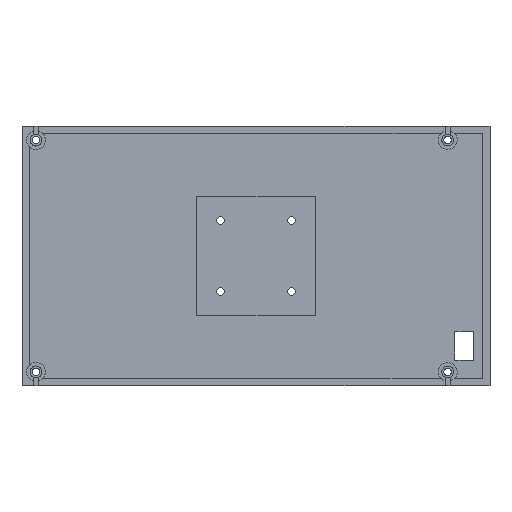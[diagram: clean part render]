
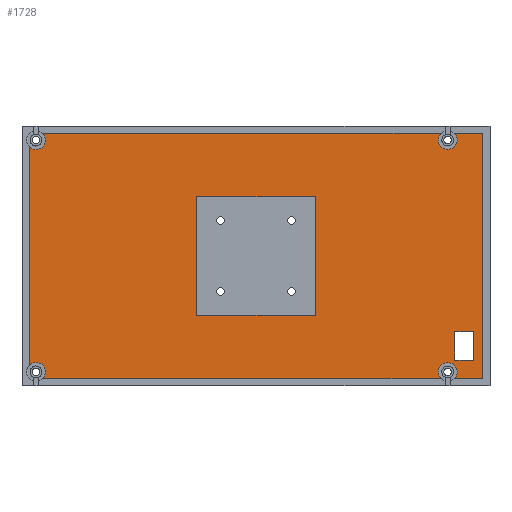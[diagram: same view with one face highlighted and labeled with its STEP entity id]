
A CAD part, top view. The second image highlights one B-rep face of the part: STEP entity #1728.
In plain terms, the highlighted planar face has unit normal (0, 0, 1).
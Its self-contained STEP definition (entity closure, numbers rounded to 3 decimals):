
#32=FACE_BOUND('',#272,.T.);
#33=FACE_BOUND('',#273,.T.);
#77=PLANE('',#1903);
#163=FACE_OUTER_BOUND('',#271,.T.);
#271=EDGE_LOOP('',(#1500,#1501,#1502,#1503,#1504,#1505,#1506,#1507,#1508,
#1509));
#272=EDGE_LOOP('',(#1510,#1511,#1512,#1513));
#273=EDGE_LOOP('',(#1514,#1515,#1516,#1517));
#434=LINE('',#2851,#606);
#437=LINE('',#2858,#609);
#441=LINE('',#2864,#613);
#442=LINE('',#2868,#614);
#443=LINE('',#2869,#615);
#444=LINE('',#2870,#616);
#445=LINE('',#2873,#617);
#446=LINE('',#2875,#618);
#447=LINE('',#2877,#619);
#448=LINE('',#2878,#620);
#449=LINE('',#2881,#621);
#450=LINE('',#2883,#622);
#451=LINE('',#2885,#623);
#452=LINE('',#2886,#624);
#606=VECTOR('',#2334,10.);
#609=VECTOR('',#2341,10.);
#613=VECTOR('',#2347,10.);
#614=VECTOR('',#2352,10.);
#615=VECTOR('',#2353,10.);
#616=VECTOR('',#2354,10.);
#617=VECTOR('',#2355,10.);
#618=VECTOR('',#2356,10.);
#619=VECTOR('',#2357,10.);
#620=VECTOR('',#2358,10.);
#621=VECTOR('',#2359,10.);
#622=VECTOR('',#2360,10.);
#623=VECTOR('',#2361,10.);
#624=VECTOR('',#2362,10.);
#705=CIRCLE('',#1876,4.);
#710=CIRCLE('',#1885,4.);
#714=CIRCLE('',#1892,4.);
#716=CIRCLE('',#1904,4.);
#852=VERTEX_POINT('',#2797);
#853=VERTEX_POINT('',#2799);
#858=VERTEX_POINT('',#2818);
#860=VERTEX_POINT('',#2821);
#861=VERTEX_POINT('',#2831);
#862=VERTEX_POINT('',#2834);
#864=VERTEX_POINT('',#2849);
#866=VERTEX_POINT('',#2857);
#867=VERTEX_POINT('',#2861);
#868=VERTEX_POINT('',#2866);
#869=VERTEX_POINT('',#2871);
#870=VERTEX_POINT('',#2872);
#871=VERTEX_POINT('',#2874);
#872=VERTEX_POINT('',#2876);
#873=VERTEX_POINT('',#2879);
#874=VERTEX_POINT('',#2880);
#875=VERTEX_POINT('',#2882);
#876=VERTEX_POINT('',#2884);
#1061=EDGE_CURVE('',#853,#852,#705,.T.);
#1072=EDGE_CURVE('',#860,#858,#710,.T.);
#1081=EDGE_CURVE('',#861,#862,#714,.T.);
#1088=EDGE_CURVE('',#864,#862,#434,.T.);
#1091=EDGE_CURVE('',#866,#864,#437,.T.);
#1095=EDGE_CURVE('',#860,#867,#441,.T.);
#1096=EDGE_CURVE('',#867,#868,#716,.T.);
#1097=EDGE_CURVE('',#853,#858,#442,.T.);
#1098=EDGE_CURVE('',#861,#852,#443,.T.);
#1099=EDGE_CURVE('',#868,#866,#444,.T.);
#1100=EDGE_CURVE('',#869,#870,#445,.T.);
#1101=EDGE_CURVE('',#870,#871,#446,.T.);
#1102=EDGE_CURVE('',#871,#872,#447,.T.);
#1103=EDGE_CURVE('',#872,#869,#448,.T.);
#1104=EDGE_CURVE('',#873,#874,#449,.T.);
#1105=EDGE_CURVE('',#874,#875,#450,.T.);
#1106=EDGE_CURVE('',#875,#876,#451,.T.);
#1107=EDGE_CURVE('',#876,#873,#452,.T.);
#1500=ORIENTED_EDGE('',*,*,#1096,.F.);
#1501=ORIENTED_EDGE('',*,*,#1095,.F.);
#1502=ORIENTED_EDGE('',*,*,#1072,.T.);
#1503=ORIENTED_EDGE('',*,*,#1097,.F.);
#1504=ORIENTED_EDGE('',*,*,#1061,.T.);
#1505=ORIENTED_EDGE('',*,*,#1098,.F.);
#1506=ORIENTED_EDGE('',*,*,#1081,.T.);
#1507=ORIENTED_EDGE('',*,*,#1088,.F.);
#1508=ORIENTED_EDGE('',*,*,#1091,.F.);
#1509=ORIENTED_EDGE('',*,*,#1099,.F.);
#1510=ORIENTED_EDGE('',*,*,#1100,.T.);
#1511=ORIENTED_EDGE('',*,*,#1101,.T.);
#1512=ORIENTED_EDGE('',*,*,#1102,.T.);
#1513=ORIENTED_EDGE('',*,*,#1103,.T.);
#1514=ORIENTED_EDGE('',*,*,#1104,.T.);
#1515=ORIENTED_EDGE('',*,*,#1105,.T.);
#1516=ORIENTED_EDGE('',*,*,#1106,.T.);
#1517=ORIENTED_EDGE('',*,*,#1107,.T.);
#1728=ADVANCED_FACE('',(#163,#32,#33),#77,.T.);
#1876=AXIS2_PLACEMENT_3D('',#2800,#2270,#2271);
#1885=AXIS2_PLACEMENT_3D('',#2822,#2294,#2295);
#1892=AXIS2_PLACEMENT_3D('',#2836,#2313,#2314);
#1903=AXIS2_PLACEMENT_3D('',#2865,#2348,#2349);
#1904=AXIS2_PLACEMENT_3D('',#2867,#2350,#2351);
#2270=DIRECTION('center_axis',(0.,0.,-1.));
#2271=DIRECTION('ref_axis',(1.,0.,0.));
#2294=DIRECTION('center_axis',(0.,0.,-1.));
#2295=DIRECTION('ref_axis',(1.,0.,0.));
#2313=DIRECTION('center_axis',(0.,0.,-1.));
#2314=DIRECTION('ref_axis',(1.,0.,0.));
#2334=DIRECTION('',(-1.,0.,0.));
#2341=DIRECTION('',(0.,-1.,0.));
#2347=DIRECTION('',(1.,0.,0.));
#2348=DIRECTION('center_axis',(0.,0.,1.));
#2349=DIRECTION('ref_axis',(1.,0.,0.));
#2350=DIRECTION('center_axis',(0.,0.,1.));
#2351=DIRECTION('ref_axis',(1.,0.,0.));
#2352=DIRECTION('',(0.,1.,0.));
#2353=DIRECTION('',(-1.,0.,0.));
#2354=DIRECTION('',(1.,0.,0.));
#2355=DIRECTION('',(0.,1.,0.));
#2356=DIRECTION('',(1.,0.,0.));
#2357=DIRECTION('',(0.,-1.,0.));
#2358=DIRECTION('',(-1.,0.,0.));
#2359=DIRECTION('',(-1.,0.,0.));
#2360=DIRECTION('',(0.,1.,0.));
#2361=DIRECTION('',(1.,0.,0.));
#2362=DIRECTION('',(0.,-1.,0.));
#2797=CARTESIAN_POINT('',(869.735,570.021,-18.5));
#2799=CARTESIAN_POINT('',(864.099,575.694,-18.5));
#2800=CARTESIAN_POINT('Origin',(867.001,572.941,-18.5));
#2818=CARTESIAN_POINT('',(864.099,668.15,-18.5));
#2821=CARTESIAN_POINT('',(869.736,673.821,-18.5));
#2822=CARTESIAN_POINT('Origin',(867.001,670.903,-18.5));
#2831=CARTESIAN_POINT('',(1038.223,570.021,-18.5));
#2834=CARTESIAN_POINT('',(1043.777,570.021,-18.5));
#2836=CARTESIAN_POINT('Origin',(1041.,572.9,-18.5));
#2849=CARTESIAN_POINT('',(1055.899,570.021,-18.5));
#2851=CARTESIAN_POINT('',(1007.949,570.021,-18.5));
#2857=CARTESIAN_POINT('',(1055.899,673.821,-18.5));
#2858=CARTESIAN_POINT('',(1055.899,647.871,-18.5));
#2861=CARTESIAN_POINT('',(1038.221,673.821,-18.5));
#2864=CARTESIAN_POINT('',(912.049,673.821,-18.5));
#2865=CARTESIAN_POINT('Origin',(959.999,621.921,-18.5));
#2866=CARTESIAN_POINT('',(1043.778,673.821,-18.5));
#2867=CARTESIAN_POINT('Origin',(1041.,670.944,-18.5));
#2868=CARTESIAN_POINT('',(864.099,595.971,-18.5));
#2869=CARTESIAN_POINT('',(1007.949,570.021,-18.5));
#2870=CARTESIAN_POINT('',(912.049,673.821,-18.5));
#2871=CARTESIAN_POINT('',(934.999,596.921,-18.5));
#2872=CARTESIAN_POINT('',(934.999,646.921,-18.5));
#2873=CARTESIAN_POINT('',(934.999,634.421,-18.5));
#2874=CARTESIAN_POINT('',(984.999,646.921,-18.5));
#2875=CARTESIAN_POINT('',(972.499,646.921,-18.5));
#2876=CARTESIAN_POINT('',(984.999,596.921,-18.5));
#2877=CARTESIAN_POINT('',(984.999,609.421,-18.5));
#2878=CARTESIAN_POINT('',(947.499,596.921,-18.5));
#2879=CARTESIAN_POINT('',(1052.005,577.928,-18.5));
#2880=CARTESIAN_POINT('',(1044.005,577.928,-18.5));
#2881=CARTESIAN_POINT('',(1052.005,577.928,-18.5));
#2882=CARTESIAN_POINT('',(1044.005,589.923,-18.5));
#2883=CARTESIAN_POINT('',(1044.005,577.928,-18.5));
#2884=CARTESIAN_POINT('',(1052.005,589.923,-18.5));
#2885=CARTESIAN_POINT('',(1044.005,589.923,-18.5));
#2886=CARTESIAN_POINT('',(1052.005,589.923,-18.5));
